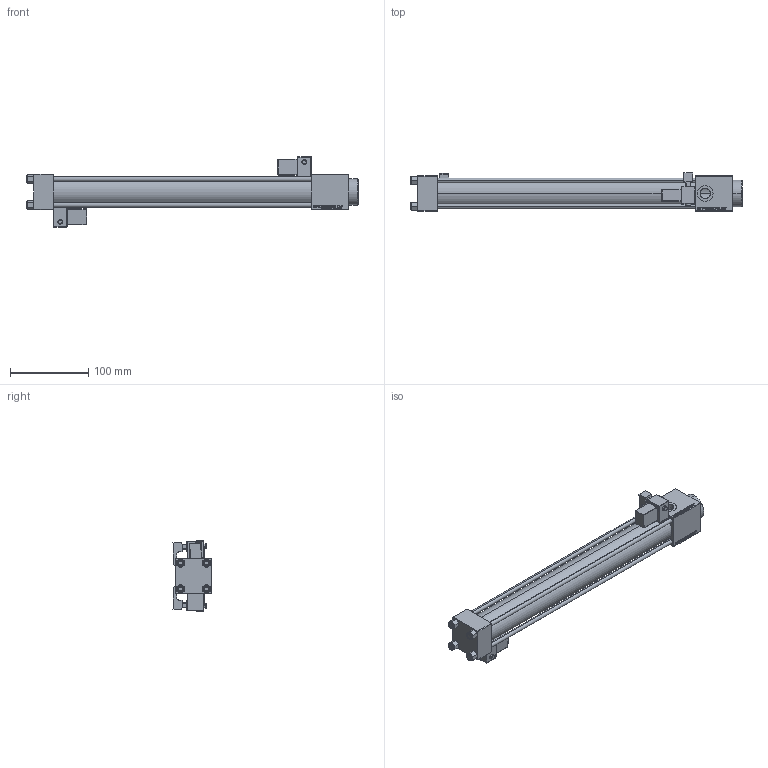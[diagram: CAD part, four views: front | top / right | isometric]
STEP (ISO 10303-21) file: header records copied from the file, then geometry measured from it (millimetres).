
FILE_DESCRIPTION (( 'STEP AP203' ), '1' );
FILE_NAME ('f053.STEP', '2021-06-14T10:30:59', ( '' ), ( '' ), 'SwSTEP 2.0', 'SolidWorks 2019', '' );
FILE_SCHEMA (( 'CONFIG_CONTROL_DESIGN' ));
Length unit declared in the file: millimetre
Products named in the file (8): V215CR_MSU 614d2b11457cff233ea52c1a8e219fdb; NUT_M5_C 614d2b11457cff233ea52c1a8e219fdb; V215CR_C_TYCINKA 614d2b11457cff233ea52c1a8e219fdb; f053; ROD_END_AH 614d2b11457cff233ea52c1a8e219fdb; V215CR_VCP_C 614d2b11457cff233ea52c1a8e219fdb; V215CR_C 614d2b11457cff233ea52c1a8e219fdb; V215_VC_A 614d2b11457cff233ea52c1a8e219fdb
Assembly tree (14 placements, depth 2):
  f053
    V215CR_C 614d2b11457cff233ea52c1a8e219fdb
    V215CR_VCP_C 614d2b11457cff233ea52c1a8e219fdb
    NUT_M5_C 614d2b11457cff233ea52c1a8e219fdb  x4
    V215CR_C_TYCINKA 614d2b11457cff233ea52c1a8e219fdb  x4
    V215_VC_A 614d2b11457cff233ea52c1a8e219fdb
    ROD_END_AH 614d2b11457cff233ea52c1a8e219fdb
    V215CR_MSU 614d2b11457cff233ea52c1a8e219fdb  x2
Bounding box: 425 x 48.72 x 90.31 mm (x, y, z)
Volume: 373868 mm3; surface area: 166946.8 mm2
Topology: 14 solids, 14 shells, 1325 faces, 3283 edges, 2089 vertices
Faces by surface type: plane 593, bspline 392, cylinder 154, cone 140, sphere 24, torus 22
Entity records: 53080 total; most frequent: CARTESIAN_POINT 27545, ORIENTED_EDGE 5664, DIRECTION 3804, EDGE_CURVE 2832, VERTEX_POINT 1845, VECTOR 1708, LINE 1708, EDGE_LOOP 1261
